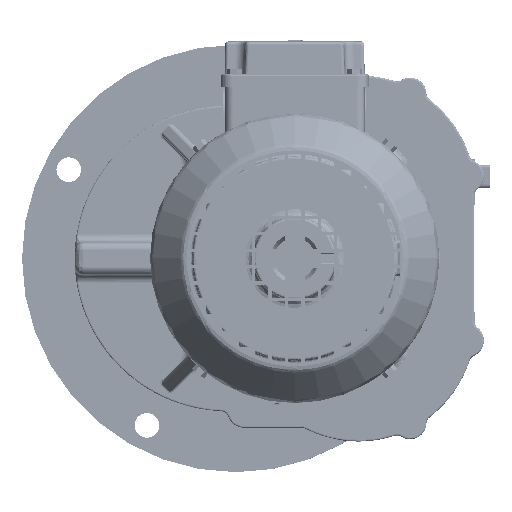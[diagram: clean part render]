
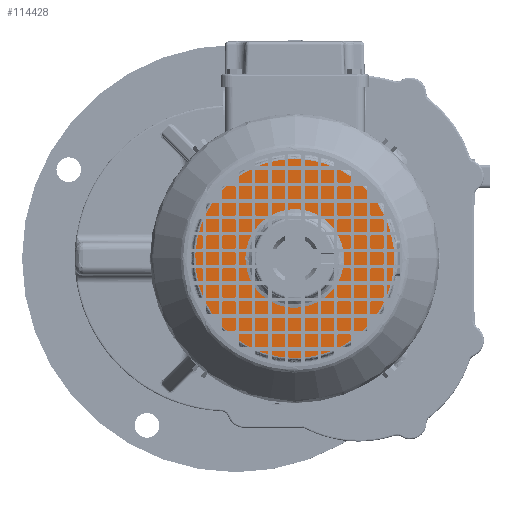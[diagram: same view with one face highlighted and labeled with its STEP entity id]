
A CAD part, left-side view. The second image highlights one B-rep face of the part: STEP entity #114428.
In plain terms, the highlighted planar face has unit normal (-1, 0, 0).
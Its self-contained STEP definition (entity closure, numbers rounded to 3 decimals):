
#9684 = EDGE_LOOP ( 'NONE', ( #127799, #119553, #25680, #217458 ) ) ;
#25680 = ORIENTED_EDGE ( 'NONE', *, *, #75058, .F. ) ;
#28446 = DIRECTION ( 'NONE',  ( 1., 0., 0. ) ) ;
#35762 = ORIENTED_EDGE ( 'NONE', *, *, #165117, .F. ) ;
#40833 = CARTESIAN_POINT ( 'NONE',  ( -117.975, 30.924, -0.857 ) ) ;
#42755 = CARTESIAN_POINT ( 'NONE',  ( -117.975, 18.498, -48.43 ) ) ;
#46116 = CARTESIAN_POINT ( 'NONE',  ( -117.975, 0.924, -78.93 ) ) ;
#66731 = CARTESIAN_POINT ( 'NONE',  ( -117.975, 0.924, 42.07 ) ) ;
#67846 = CARTESIAN_POINT ( 'NONE',  ( -117.975, -120.076, -78.93 ) ) ;
#72876 = VERTEX_POINT ( 'NONE', #286099 ) ;
#75058 = EDGE_CURVE ( 'NONE', #186965, #198901, #142376, .T. ) ;
#75234 = CARTESIAN_POINT ( 'NONE',  ( -117.975, -16.649, 11.57 ) ) ;
#77905 = CARTESIAN_POINT ( 'NONE',  ( -117.975, -16.649, -48.43 ) ) ;
#83566 =( BOUNDED_CURVE ( )  B_SPLINE_CURVE ( 3, ( #194696, #84327, #40833, #174384 ),
 .UNSPECIFIED., .F., .F. ) 
 B_SPLINE_CURVE_WITH_KNOTS ( ( 4, 4 ),
 ( 0., 1. ),
 .UNSPECIFIED. ) 
 CURVE ( )  GEOMETRIC_REPRESENTATION_ITEM ( )  RATIONAL_B_SPLINE_CURVE ( ( 1., 0.805, 0.805, 1. ) ) 
 REPRESENTATION_ITEM ( '' )  );
#84327 = CARTESIAN_POINT ( 'NONE',  ( -117.975, 18.498, 11.57 ) ) ;
#85440 = EDGE_LOOP ( 'NONE', ( #280056, #35762 ) ) ;
#87016 = CARTESIAN_POINT ( 'NONE',  ( -117.975, 0.924, -78.93 ) ) ;
#89402 = CARTESIAN_POINT ( 'NONE',  ( -117.975, 25.924, -18.43 ) ) ;
#99838 = CARTESIAN_POINT ( 'NONE',  ( -117.975, 0.924, 11.57 ) ) ;
#114428 = ADVANCED_FACE ( 'NONE', ( #180930, #156315 ), #249088, .F. ) ;
#119553 = ORIENTED_EDGE ( 'NONE', *, *, #275165, .F. ) ;
#121688 = CARTESIAN_POINT ( 'NONE',  ( -117.975, -29.076, -18.43 ) ) ;
#125801 = CARTESIAN_POINT ( 'NONE',  ( -117.975, 0.924, -48.43 ) ) ;
#127799 = ORIENTED_EDGE ( 'NONE', *, *, #179754, .F. ) ;
#132061 = CARTESIAN_POINT ( 'NONE',  ( -117.975, 121.924, -78.93 ) ) ;
#140604 = CARTESIAN_POINT ( 'NONE',  ( -117.975, -29.076, -0.857 ) ) ;
#142376 =( BOUNDED_CURVE ( )  B_SPLINE_CURVE ( 3, ( #121688, #140604, #75234, #99838 ),
 .UNSPECIFIED., .F., .F. ) 
 B_SPLINE_CURVE_WITH_KNOTS ( ( 4, 4 ),
 ( 0., 1. ),
 .UNSPECIFIED. ) 
 CURVE ( )  GEOMETRIC_REPRESENTATION_ITEM ( )  RATIONAL_B_SPLINE_CURVE ( ( 1., 0.805, 0.805, 1. ) ) 
 REPRESENTATION_ITEM ( '' )  );
#153118 = CARTESIAN_POINT ( 'NONE',  ( -117.975, 30.924, -18.43 ) ) ;
#155586 = VERTEX_POINT ( 'NONE', #46116 ) ;
#156315 = FACE_BOUND ( 'NONE', #9684, .T. ) ;
#156442 = CARTESIAN_POINT ( 'NONE',  ( -117.975, 0.924, -78.93 ) ) ;
#165117 = EDGE_CURVE ( 'NONE', #155586, #221749, #169029, .T. ) ;
#169029 =( BOUNDED_CURVE ( )  B_SPLINE_CURVE ( 3, ( #87016, #132061, #267037, #66731 ),
 .UNSPECIFIED., .F., .F. ) 
 B_SPLINE_CURVE_WITH_KNOTS ( ( 4, 4 ),
 ( 0., 1. ),
 .UNSPECIFIED. ) 
 CURVE ( )  GEOMETRIC_REPRESENTATION_ITEM ( )  RATIONAL_B_SPLINE_CURVE ( ( 1., 0.333, 0.333, 1. ) ) 
 REPRESENTATION_ITEM ( '' )  );
#174384 = CARTESIAN_POINT ( 'NONE',  ( -117.975, 30.924, -18.43 ) ) ;
#175721 = AXIS2_PLACEMENT_3D ( 'NONE', #89402, #28446, #182362 ) ;
#178199 = CARTESIAN_POINT ( 'NONE',  ( -117.975, -120.076, 42.07 ) ) ;
#179754 = EDGE_CURVE ( 'NONE', #72876, #234534, #188507, .T. ) ;
#180930 = FACE_OUTER_BOUND ( 'NONE', #85440, .T. ) ;
#182362 = DIRECTION ( 'NONE',  ( 0., 0., -1. ) ) ;
#185244 = EDGE_CURVE ( 'NONE', #221749, #155586, #198279, .T. ) ;
#186965 = VERTEX_POINT ( 'NONE', #242470 ) ;
#187544 = EDGE_CURVE ( 'NONE', #234534, #186965, #207636, .T. ) ;
#188507 =( BOUNDED_CURVE ( )  B_SPLINE_CURVE ( 3, ( #153118, #285147, #42755, #261966 ),
 .UNSPECIFIED., .F., .F. ) 
 B_SPLINE_CURVE_WITH_KNOTS ( ( 4, 4 ),
 ( 0., 1. ),
 .UNSPECIFIED. ) 
 CURVE ( )  GEOMETRIC_REPRESENTATION_ITEM ( )  RATIONAL_B_SPLINE_CURVE ( ( 1., 0.805, 0.805, 1. ) ) 
 REPRESENTATION_ITEM ( '' )  );
#194696 = CARTESIAN_POINT ( 'NONE',  ( -117.975, 0.924, 11.57 ) ) ;
#198279 =( BOUNDED_CURVE ( )  B_SPLINE_CURVE ( 3, ( #247789, #178199, #67846, #156442 ),
 .UNSPECIFIED., .F., .F. ) 
 B_SPLINE_CURVE_WITH_KNOTS ( ( 4, 4 ),
 ( 0., 1. ),
 .UNSPECIFIED. ) 
 CURVE ( )  GEOMETRIC_REPRESENTATION_ITEM ( )  RATIONAL_B_SPLINE_CURVE ( ( 1., 0.333, 0.333, 1. ) ) 
 REPRESENTATION_ITEM ( '' )  );
#198901 = VERTEX_POINT ( 'NONE', #270352 ) ;
#207636 =( BOUNDED_CURVE ( )  B_SPLINE_CURVE ( 3, ( #125801, #77905, #233207, #211467 ),
 .UNSPECIFIED., .F., .F. ) 
 B_SPLINE_CURVE_WITH_KNOTS ( ( 4, 4 ),
 ( 0., 1. ),
 .UNSPECIFIED. ) 
 CURVE ( )  GEOMETRIC_REPRESENTATION_ITEM ( )  RATIONAL_B_SPLINE_CURVE ( ( 1., 0.805, 0.805, 1. ) ) 
 REPRESENTATION_ITEM ( '' )  );
#211467 = CARTESIAN_POINT ( 'NONE',  ( -117.975, -29.076, -18.43 ) ) ;
#217458 = ORIENTED_EDGE ( 'NONE', *, *, #187544, .F. ) ;
#221749 = VERTEX_POINT ( 'NONE', #269313 ) ;
#233207 = CARTESIAN_POINT ( 'NONE',  ( -117.975, -29.076, -36.004 ) ) ;
#234534 = VERTEX_POINT ( 'NONE', #250086 ) ;
#242470 = CARTESIAN_POINT ( 'NONE',  ( -117.975, -29.076, -18.43 ) ) ;
#247789 = CARTESIAN_POINT ( 'NONE',  ( -117.975, 0.924, 42.07 ) ) ;
#249088 = PLANE ( 'NONE',  #175721 ) ;
#250086 = CARTESIAN_POINT ( 'NONE',  ( -117.975, 0.924, -48.43 ) ) ;
#261966 = CARTESIAN_POINT ( 'NONE',  ( -117.975, 0.924, -48.43 ) ) ;
#267037 = CARTESIAN_POINT ( 'NONE',  ( -117.975, 121.924, 42.07 ) ) ;
#269313 = CARTESIAN_POINT ( 'NONE',  ( -117.975, 0.924, 42.07 ) ) ;
#270352 = CARTESIAN_POINT ( 'NONE',  ( -117.975, 0.924, 11.57 ) ) ;
#275165 = EDGE_CURVE ( 'NONE', #198901, #72876, #83566, .T. ) ;
#280056 = ORIENTED_EDGE ( 'NONE', *, *, #185244, .F. ) ;
#285147 = CARTESIAN_POINT ( 'NONE',  ( -117.975, 30.924, -36.004 ) ) ;
#286099 = CARTESIAN_POINT ( 'NONE',  ( -117.975, 30.924, -18.43 ) ) ;
